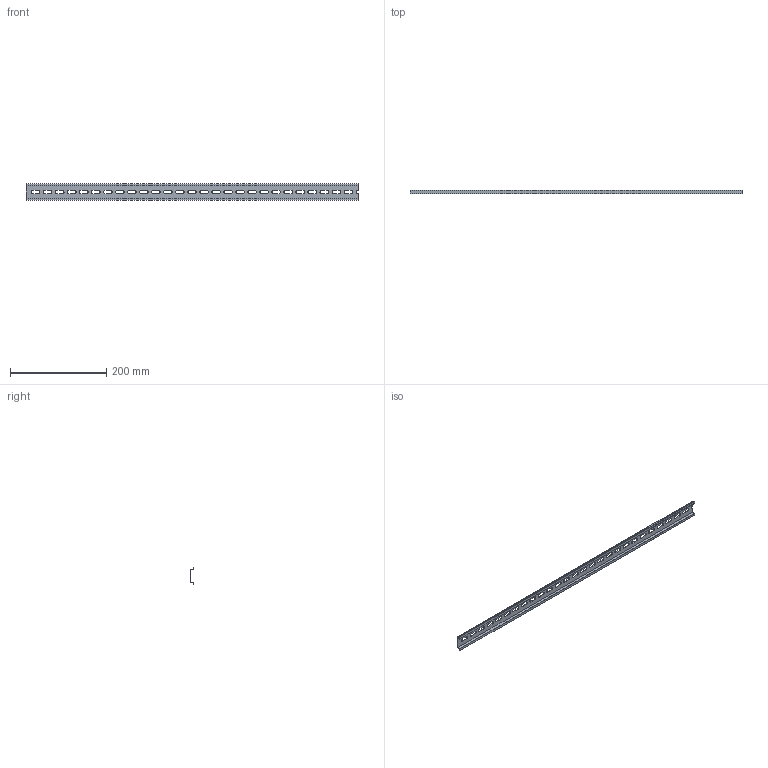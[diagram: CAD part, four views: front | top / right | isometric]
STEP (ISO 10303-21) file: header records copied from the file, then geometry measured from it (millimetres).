
FILE_DESCRIPTION (( 'STEP AP203' ), '1' );
FILE_NAME ('CPP844_Default.step', '2025-05-14T12:45:34', ( 'Windows User' ), ( 'AUTOMATION DIRECT' ), 'SwSTEP 2.0', 'SolidWorks 2024', '' );
FILE_SCHEMA (( 'CONFIG_CONTROL_DESIGN' ));
Length unit declared in the file: millimetre
Products named in the file (1): CPP844_Default
Bounding box: 690 x 7.5 x 35 mm (x, y, z)
Volume: 44365.8 mm3; surface area: 63122.7 mm2
Topology: 1 solids, 1 shells, 126 faces, 372 edges, 248 vertices
Faces by surface type: plane 71, cylinder 55
Entity records: 4411 total; most frequent: CARTESIAN_POINT 747, ORIENTED_EDGE 744, DIRECTION 736, EDGE_CURVE 372, VECTOR 262, LINE 262, VERTEX_POINT 248, AXIS2_PLACEMENT_3D 237
